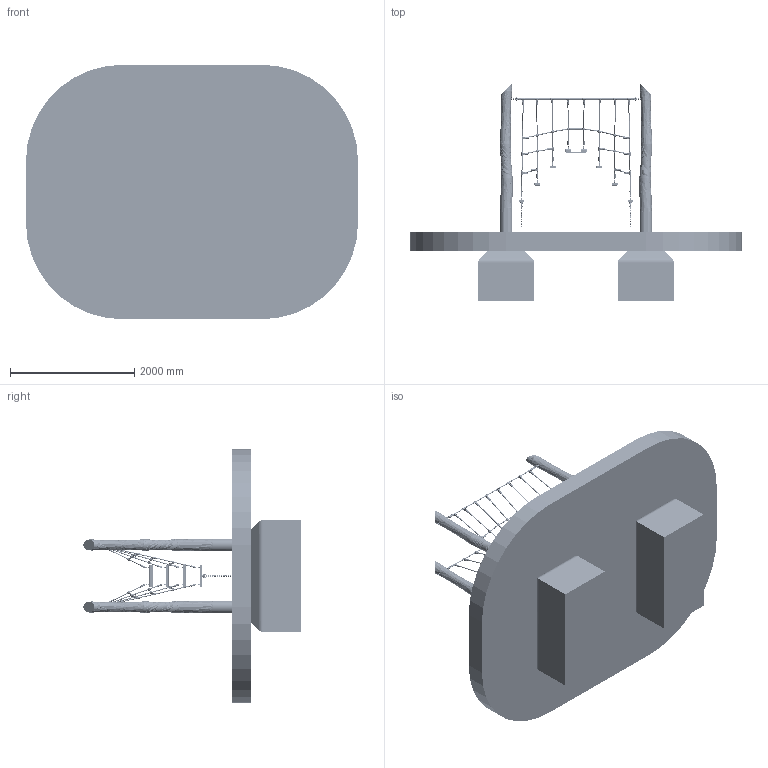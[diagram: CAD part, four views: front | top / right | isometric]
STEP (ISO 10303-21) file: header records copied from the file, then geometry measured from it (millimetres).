
FILE_DESCRIPTION (( 'STEP AP214' ), '1' );
FILE_NAME ('4591-30-12 Komplett.STEP', '2018-07-31T09:14:41', ( '' ), ( '' ), 'SwSTEP 2.0', 'SolidWorks 2018', '' );
FILE_SCHEMA (( 'AUTOMOTIVE_DESIGN' ));
Length unit declared in the file: millimetre
Products named in the file (42): Kettenadapter 4591-30-R; Knotenkugel-ohne; Sicherung (3) von 6er Kettenglied; Spielteil_Standard<Wie bearbeitet>; u-scheibe; gummi; 8er Gabelkopf; 55-471-0 - 6er Schäkel gerade; 457-05 - Kunststoff Kausche; 55-4607 - Schäkel gerade M8 V2A; Ringmutter M10; Sprosse f黵 4591-30-12-R_; FLATCKTT 0.216-14-type I-AB-1.625-N_FLATCKTT 0.216-14-type I-AB-1.625-N; 991,34 gelb_Standard<Wie bearbeitet>; Hintere Scheibe4; Robieniepfosten_4591-30-12; 1253,56 rot_Standard<Wie bearbeitet>; Vordere Scheibe4; Fundamente 4591-30-12-R.SLDPRT; 1525 blau_Standard<Wie bearbeitet>; 55-02-06-08 - Kettenschäkel; Fundamente 4591-30-12-R; Sicherung (8) von Kettenadapter ohne Kette; Baugruppe1; sicherheitsbereich; querseil kurz_Standard<Wie bearbeitet>; Kettenadapter ohne Kette; Langes querseil2_Standard<Wie bearbeitet>; 4591-30-12 Komplett; 6er Kettenglied; Sicherung von zusätzliches Bew. T-Stück; querseil2_Standard<Wie bearbeitet>; zusätzliches Bew. T-Stück ; Langes querseil_Standard<Wie bearbeitet>; Bew. T-Stück Längsträger; Bew. TStück Quer; Seil mitte_Standard<Wie bearbeitet>; Mittelseil_Standard<Wie bearbeitet>; Seil kurz_Standard<Wie bearbeitet>
Assembly tree (353 placements, depth 4):
  457-05 - Kunststoff Kausche
  4591-30-12 Komplett
    sicherheitsbereich
    Fundamente 4591-30-12-R.SLDPRT
      Fundamente 4591-30-12-R  x2
    Robieniepfosten_4591-30-12  x4
    Baugruppe1
      Spielteil_Standard<Wie bearbeitet>
      Sprosse f黵 4591-30-12-R_  x8
      457-05 - Kunststoff Kausche  x4
      8er Gabelkopf  x16
      u-scheibe  x16
      Sicherung (3) von 6er Kettenglied  x114
      Kettenadapter 4591-30-R  x6
      Mittelseil_Standard<Wie bearbeitet>  x4
      zusätzliches Bew. T-Stück   x4
        Bew. TStück Quer
        Bew. T-Stück Längsträger
      Sicherung von zusätzliches Bew. T-Stück  x32
        Bew. TStück Quer
        Bew. T-Stück Längsträger
      6er Kettenglied  x12
      Kettenadapter ohne Kette  x4
      Sicherung (8) von Kettenadapter ohne Kette  x8
      1525 blau_Standard<Wie bearbeitet>  x4
      1253,56 rot_Standard<Wie bearbeitet>  x4
      991,34 gelb_Standard<Wie bearbeitet>  x4
      gummi
      Ringmutter M10  x2
      55-4607 - Schäkel gerade M8 V2A  x2
      55-471-0 - 6er Schäkel gerade  x2
      gummi
      Spielteil_Standard<Wie bearbeitet>
      Knotenkugel-ohne  x16
      Seil kurz_Standard<Wie bearbeitet>  x4
      Seil mitte_Standard<Wie bearbeitet>  x4
      Langes querseil_Standard<Wie bearbeitet>
      querseil2_Standard<Wie bearbeitet>
      Langes querseil2_Standard<Wie bearbeitet>
      querseil kurz_Standard<Wie bearbeitet>
    55-02-06-08 - Kettenschäkel  x4
    Sicherung (3) von 6er Kettenglied  x30
    Vordere Scheibe4  x4
    Hintere Scheibe4  x4
    FLATCKTT 0.216-14-type I-AB-1.625-N_FLATCKTT 0.216-14-type I-AB-1.625-N  x20
Bounding box: 5350 x 3502.71 x 4100 mm (x, y, z)
Volume: 8954905664.4 mm3; surface area: 78220816.3 mm2
Topology: 425 solids, 425 shells, 17222 faces, 43836 edges, 26842 vertices
Faces by surface type: plane 7974, cylinder 5420, torus 2100, cone 1108, sphere 348, bspline 272
Entity records: 56898 total; most frequent: CARTESIAN_POINT 20129, DIRECTION 7246, ORIENTED_EDGE 6416, EDGE_CURVE 3208, AXIS2_PLACEMENT_3D 2886, VERTEX_POINT 1966, LINE 1474, VECTOR 1474
